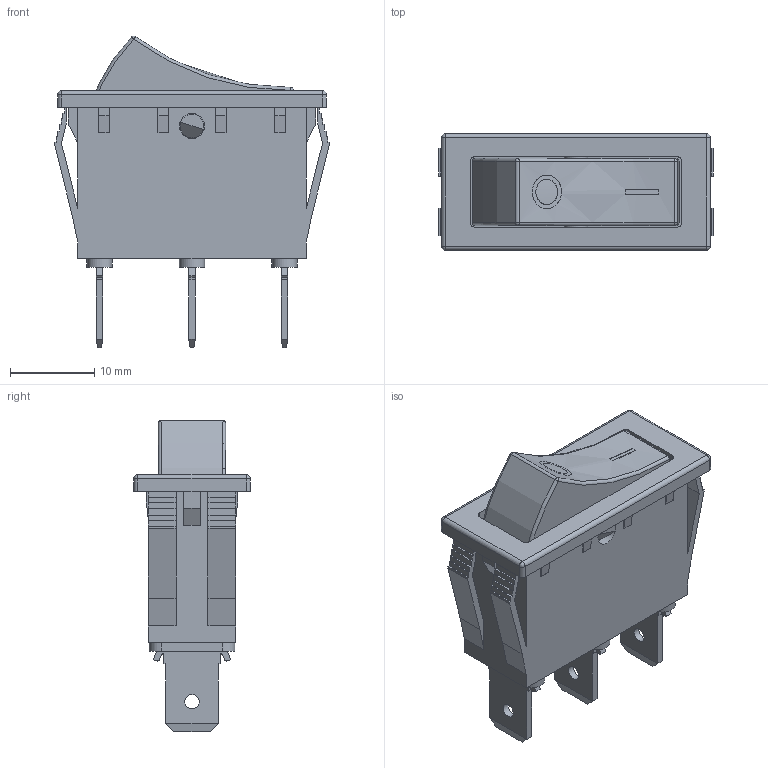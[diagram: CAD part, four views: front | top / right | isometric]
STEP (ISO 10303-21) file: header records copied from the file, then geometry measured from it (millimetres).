
FILE_DESCRIPTION(/* description */ (''),/* implementation_level */ '2;1');
FILE_NAME(/* name */ 'RB141Dxxx1.stp',/* time_stamp */ '2025-06-03T08:42:52-05:00',/* author */ ('mroman'),/* organization */ (''),/* preprocessor_version */ 'ST-DEVELOPER v18.1',/* originating_system */ 'Autodesk Inventor 2022',/* authorisation */ '');
FILE_SCHEMA (('AUTOMOTIVE_DESIGN { 1 0 10303 214 3 1 1 }'));
Length unit declared in the file: centimetre
Products named in the file (1): RB141Dxxx1
Bounding box: 32.7 x 13.9 x 37.09 mm (x, y, z)
Volume: 4063.2 mm3; surface area: 5860.3 mm2
Topology: 2 solids, 2 shells, 356 faces, 986 edges, 642 vertices
Faces by surface type: plane 264, cylinder 45, bspline 33, sphere 8, torus 6
Full cylindrical faces by diameter (mm): 1.7 x3, 2.8 x2, 3 x2
Entity records: 13358 total; most frequent: CARTESIAN_POINT 4372, ORIENTED_EDGE 1964, DIRECTION 1658, EDGE_CURVE 982, LINE 806, VECTOR 806, VERTEX_POINT 642, AXIS2_PLACEMENT_3D 426
